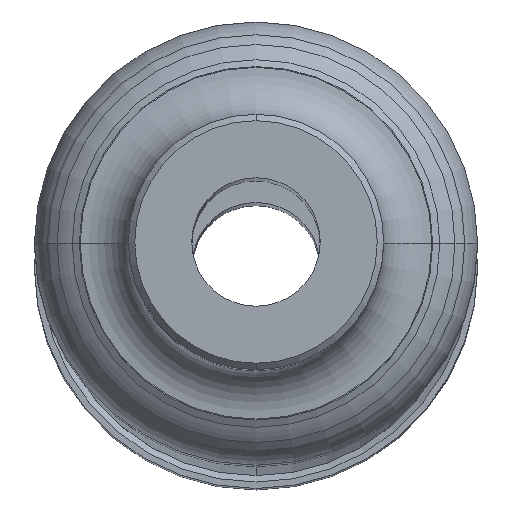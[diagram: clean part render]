
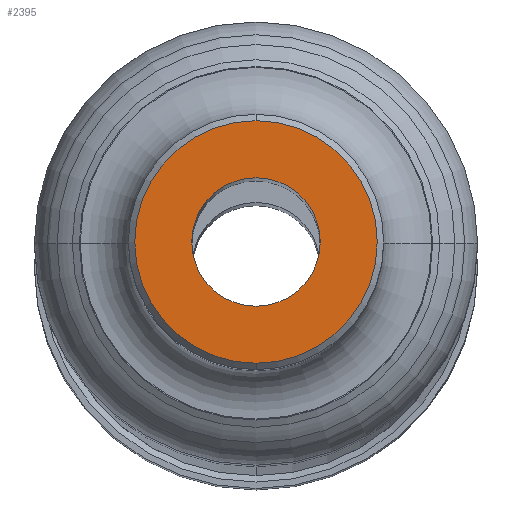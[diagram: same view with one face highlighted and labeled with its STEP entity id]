
A CAD part, top view. The second image highlights one B-rep face of the part: STEP entity #2395.
In plain terms, the highlighted planar face has unit normal (0, 0, 1).
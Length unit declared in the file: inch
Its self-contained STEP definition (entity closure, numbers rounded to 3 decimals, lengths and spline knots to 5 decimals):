
#710=CARTESIAN_POINT('',(0.,0.,18.8189));
#711=DIRECTION('',(0.,0.,1.));
#712=DIRECTION('',(0.,1.,0.));
#713=AXIS2_PLACEMENT_3D('',#710,#711,#712);
#715=CARTESIAN_POINT('',(0.,0.,18.8189));
#716=DIRECTION('',(0.,0.,1.));
#717=DIRECTION('',(0.,-1.,0.));
#718=AXIS2_PLACEMENT_3D('',#715,#716,#717);
#720=CARTESIAN_POINT('',(0.,0.,18.8189));
#721=DIRECTION('',(0.,0.,-1.));
#722=DIRECTION('',(1.,0.,0.));
#723=AXIS2_PLACEMENT_3D('',#720,#721,#722);
#725=CARTESIAN_POINT('',(0.,0.,18.8189));
#726=DIRECTION('',(0.,0.,-1.));
#727=DIRECTION('',(-1.,0.,0.));
#728=AXIS2_PLACEMENT_3D('',#725,#726,#727);
#1052=CARTESIAN_POINT('',(-0.07874,0.,18.8189));
#1054=VERTEX_POINT('',#1052);
#1056=CARTESIAN_POINT('',(0.07874,0.,18.8189));
#1058=VERTEX_POINT('',#1056);
#1071=CARTESIAN_POINT('',(0.,0.14862,18.8189));
#1072=VERTEX_POINT('',#1071);
#1073=CARTESIAN_POINT('',(0.,-0.14862,18.8189));
#1074=VERTEX_POINT('',#1073);
#2380=CARTESIAN_POINT('',(0.,0.07825,18.8189));
#2381=DIRECTION('',(0.,0.,1.));
#2382=DIRECTION('',(1.,0.,0.));
#2383=AXIS2_PLACEMENT_3D('',#2380,#2381,#2382);
#2384=PLANE('',#2383);
#2385=ORIENTED_EDGE('',*,*,#2347,.F.);
#2386=ORIENTED_EDGE('',*,*,#2325,.F.);
#2387=EDGE_LOOP('',(#2385,#2386));
#2388=FACE_OUTER_BOUND('',#2387,.F.);
#2390=ORIENTED_EDGE('',*,*,#2389,.F.);
#2392=ORIENTED_EDGE('',*,*,#2391,.F.);
#2393=EDGE_LOOP('',(#2390,#2392));
#2394=FACE_BOUND('',#2393,.F.);
#2395=ADVANCED_FACE('',(#2388,#2394),#2384,.T.);
#714=CIRCLE('',#713,0.14862);
#719=CIRCLE('',#718,0.14862);
#724=CIRCLE('',#723,0.07874);
#729=CIRCLE('',#728,0.07874);
#2325=EDGE_CURVE('',#1074,#1072,#719,.T.);
#2347=EDGE_CURVE('',#1072,#1074,#714,.T.);
#2389=EDGE_CURVE('',#1058,#1054,#724,.T.);
#2391=EDGE_CURVE('',#1054,#1058,#729,.T.);
